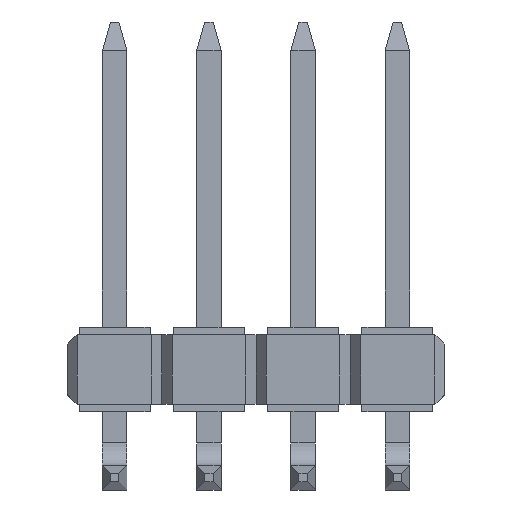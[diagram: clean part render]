
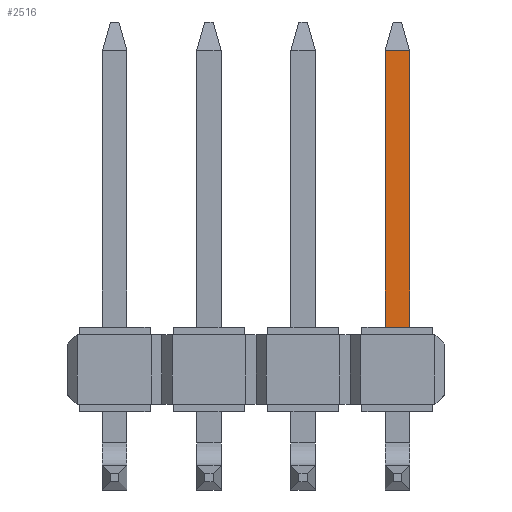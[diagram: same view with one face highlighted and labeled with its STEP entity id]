
A CAD part, top view. The second image highlights one B-rep face of the part: STEP entity #2516.
In plain terms, the highlighted planar face has unit normal (0, 0, 1).
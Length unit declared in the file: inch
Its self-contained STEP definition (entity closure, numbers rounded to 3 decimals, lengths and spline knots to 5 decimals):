
#221=DIRECTION('',(0.,-1.,0.));
#222=VECTOR('',#221,0.294);
#223=CARTESIAN_POINT('',(0.137,0.339,0.013));
#224=LINE('',#223,#222);
#327=DIRECTION('',(-1.,0.,0.));
#328=VECTOR('',#327,0.026);
#329=CARTESIAN_POINT('',(0.163,0.339,0.013));
#330=LINE('',#329,#328);
#339=DIRECTION('',(0.,-1.,0.));
#340=VECTOR('',#339,0.294);
#341=CARTESIAN_POINT('',(0.163,0.339,0.013));
#342=LINE('',#341,#340);
#417=DIRECTION('',(1.,0.,0.));
#418=VECTOR('',#417,0.026);
#419=CARTESIAN_POINT('',(0.137,0.045,0.013));
#420=LINE('',#419,#418);
#1650=CARTESIAN_POINT('',(0.137,0.045,0.013));
#1652=VERTEX_POINT('',#1650);
#1654=CARTESIAN_POINT('',(0.163,0.045,0.013));
#1656=VERTEX_POINT('',#1654);
#1673=CARTESIAN_POINT('',(0.163,0.339,0.013));
#1674=CARTESIAN_POINT('',(0.137,0.339,0.013));
#1675=VERTEX_POINT('',#1673);
#1676=VERTEX_POINT('',#1674);
#2502=CARTESIAN_POINT('',(0.137,0.369,0.013));
#2503=DIRECTION('',(0.,0.,1.));
#2504=DIRECTION('',(0.,-1.,0.));
#2505=AXIS2_PLACEMENT_3D('',#2502,#2503,#2504);
#2506=PLANE('',#2505);
#2508=ORIENTED_EDGE('',*,*,#2507,.F.);
#2510=ORIENTED_EDGE('',*,*,#2509,.T.);
#2512=ORIENTED_EDGE('',*,*,#2511,.F.);
#2513=ORIENTED_EDGE('',*,*,#2286,.F.);
#2514=EDGE_LOOP('',(#2508,#2510,#2512,#2513));
#2515=FACE_OUTER_BOUND('',#2514,.F.);
#2516=ADVANCED_FACE('',(#2515),#2506,.T.);
#2286=EDGE_CURVE('',#1676,#1652,#224,.T.);
#2507=EDGE_CURVE('',#1675,#1676,#330,.T.);
#2509=EDGE_CURVE('',#1675,#1656,#342,.T.);
#2511=EDGE_CURVE('',#1652,#1656,#420,.T.);
